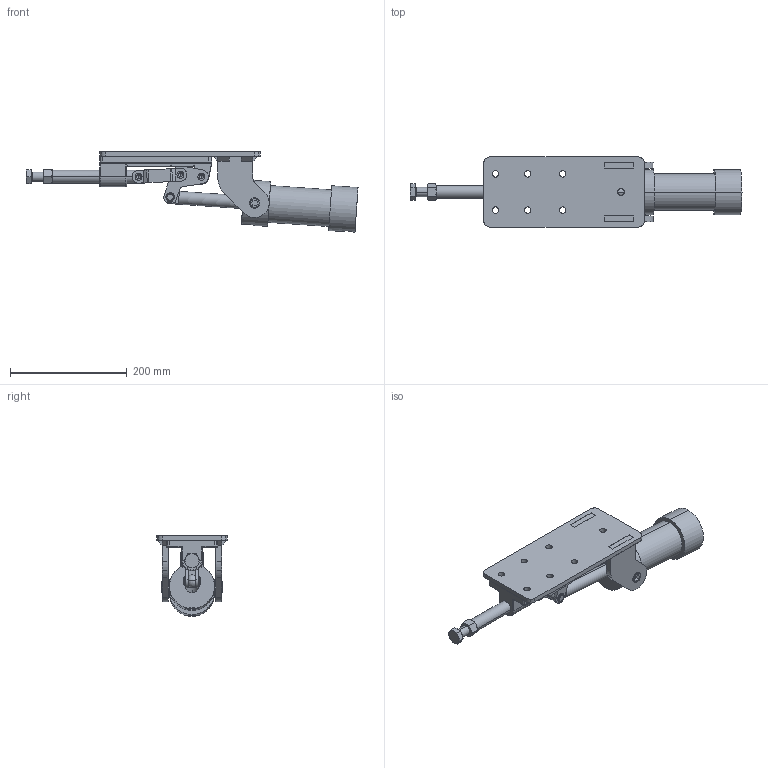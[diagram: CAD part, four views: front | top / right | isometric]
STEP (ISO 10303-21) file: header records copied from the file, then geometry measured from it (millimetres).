
FILE_DESCRIPTION((''),'2;1');
FILE_NAME('737.stp','2005-09-28T11:02:56',('CAD'),(''),'Autodesk Inventor 8','Autodesk Inventor 8','');
FILE_SCHEMA(('AUTOMOTIVE_DESIGN { 1 0 10303 214 1 1 1 1 }'));
Length unit declared in the file: millimetre
Products named in the file (19): R737D1; 317-01D1; 737-03E1; 317-04E1; 317-05E1; 737-06E1; 737R08D1; Welds_9; 737-08D1XD01; 737-08D1XE02; P 16x12x22; N 12x24 [D=14][d=12][d1=7][L=24][k=1,2][L1=3][R1=0,5][R=0,6]; N 12x34 [D=14][d=12][d1=7][L=34][k=1,2][L1=3][R1=0,5][R=0,6]; Šroub se šestihrannou hlavou ISO 4017 - M16x70; Matice 萐N EN 24 032 M16; Kroužek 12 ÈSN 022930; Šroub s vnitøním šestihranem DIN 912 - M12 x 20; Podložka ISO 7089 - 12 - A; VÁLEC PV63-100 2000055800630100
Assembly tree (25 placements, depth 3):
  R737D1
    317-01D1
    737-03E1  x2
    317-04E1
    317-05E1  x2
    737-06E1
    737R08D1
      Welds_9
      737-08D1XD01
      737-08D1XE02  x2
    P 16x12x22
    N 12x24 [D=14][d=12][d1=7][L=24][k=1,2][L1=3][R1=0,5][R=0,6]
    N 12x34 [D=14][d=12][d1=7][L=34][k=1,2][L1=3][R1=0,5][R=0,6]  x2
    Šroub se šestihrannou hlavou ISO 4017 - M16x70
    Matice 萐N EN 24 032 M16
    Kroužek 12 ÈSN 022930  x2
    Šroub s vnitøním šestihranem DIN 912 - M12 x 20  x2
    Podložka ISO 7089 - 12 - A  x2
    VÁLEC PV63-100 2000055800630100
Bounding box: 568.88 x 120 x 138.37 mm (x, y, z)
Volume: 1496906 mm3; surface area: 293751.6 mm2
Topology: 35 solids, 35 shells, 1118 faces, 2766 edges, 1680 vertices
Faces by surface type: plane 468, cylinder 312, bspline 172, cone 136, torus 24, sphere 6
Entity records: 33714 total; most frequent: CARTESIAN_POINT 10148, DIRECTION 5045, ORIENTED_EDGE 4824, EDGE_CURVE 2412, AXIS2_PLACEMENT_3D 1962, VERTEX_POINT 1475, VECTOR 1121, LINE 1121
